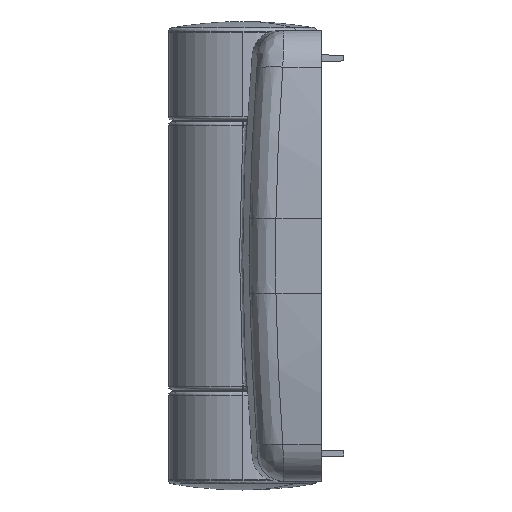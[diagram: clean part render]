
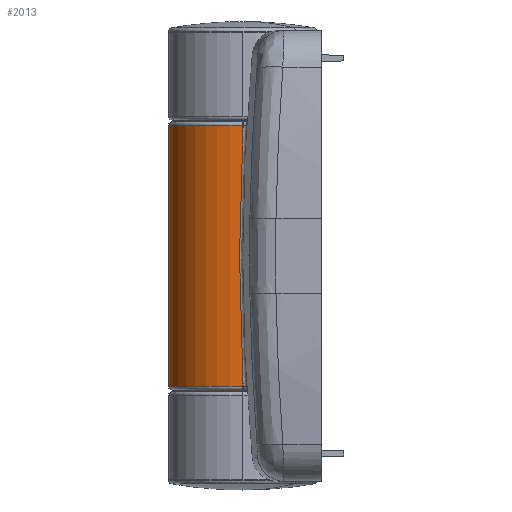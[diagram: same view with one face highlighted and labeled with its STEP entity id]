
A CAD part, left-side view. The second image highlights one B-rep face of the part: STEP entity #2013.
In plain terms, the highlighted cylindrical face has radius 10 mm (diameter 20 mm), a partial arc.
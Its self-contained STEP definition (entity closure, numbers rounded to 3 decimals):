
#2013=ADVANCED_FACE('NONE',(#4138),#4139,.T.);
#4138=FACE_OUTER_BOUND('',#10247,.T.);
#4139=CYLINDRICAL_SURFACE('',#10248,10.0);
#10247=EDGE_LOOP('',(#15972,#15973,#15974,#15975,#15976,#15977));
#10248=AXIS2_PLACEMENT_3D('',#15978,#15979,#15980);
#15972=ORIENTED_EDGE('',*,*,#19214,.T.);
#15973=ORIENTED_EDGE('',*,*,#19250,.T.);
#15974=ORIENTED_EDGE('',*,*,#19251,.T.);
#15975=ORIENTED_EDGE('',*,*,#19252,.T.);
#15976=ORIENTED_EDGE('',*,*,#19205,.F.);
#15977=ORIENTED_EDGE('',*,*,#19253,.F.);
#15978=CARTESIAN_POINT('',(0.,0.,-30.0));
#15979=DIRECTION('',(0.0,0.,-1.0));
#15980=DIRECTION('',(1.0,0.0,0.0));
#19205=EDGE_CURVE('NONE',#22608,#22616,#22617,.T.);
#19214=EDGE_CURVE('NONE',#22631,#22622,#22632,.T.);
#19250=EDGE_CURVE('NONE',#22622,#22691,#22692,.T.);
#19251=EDGE_CURVE('NONE',#22691,#22693,#22694,.T.);
#19252=EDGE_CURVE('NONE',#22693,#22616,#22695,.T.);
#19253=EDGE_CURVE('NONE',#22631,#22608,#22696,.T.);
#22608=VERTEX_POINT('NONE',#29464);
#22616=VERTEX_POINT('NONE',#29497);
#22617=CIRCLE('',#29498,10.0);
#22622=VERTEX_POINT('NONE',#29513);
#22631=VERTEX_POINT('NONE',#29535);
#22632=CIRCLE('',#29536,10.0);
#22691=VERTEX_POINT('NONE',#29626);
#22692=LINE('',#29627,#29628);
#22693=VERTEX_POINT('NONE',#29629);
#22694=B_SPLINE_CURVE_WITH_KNOTS('',3,(#29630,#29631,#29632,#29633,#29634),.UNSPECIFIED.,.F.,.F.,(4,1,4),(0.0,0.5,1.0),.UNSPECIFIED.);
#22695=LINE('',#29635,#29636);
#22696=LINE('',#29637,#29638);
#29464=CARTESIAN_POINT('',(10.0,0.,17.5));
#29497=CARTESIAN_POINT('',(-10.0,0.,17.5));
#29498=AXIS2_PLACEMENT_3D('',#33040,#33041,#33042);
#29513=CARTESIAN_POINT('',(-10.0,0.,-17.5));
#29535=CARTESIAN_POINT('',(10.0,0.,-17.5));
#29536=AXIS2_PLACEMENT_3D('',#33053,#33054,#33055);
#29626=CARTESIAN_POINT('',(-10.,0.,-17.023));
#29627=CARTESIAN_POINT('',(-10.0,0.,-30.0));
#29628=VECTOR('',#33109,1000.0);
#29629=CARTESIAN_POINT('',(-10.,0.,17.023));
#29630=CARTESIAN_POINT('',(-10.,0.,-17.023));
#29631=CARTESIAN_POINT('',(-10.0,0.307,-11.349));
#29632=CARTESIAN_POINT('',(-9.979,0.613,0.));
#29633=CARTESIAN_POINT('',(-10.0,0.307,11.349));
#29634=CARTESIAN_POINT('',(-10.,0.,17.023));
#29635=CARTESIAN_POINT('',(-10.0,0.,-30.0));
#29636=VECTOR('',#33110,1000.0);
#29637=CARTESIAN_POINT('',(10.0,0.,-30.0));
#29638=VECTOR('',#33111,1000.0);
#33040=CARTESIAN_POINT('',(0.,0.,17.5));
#33041=DIRECTION('',(0.,0.,1.0));
#33042=DIRECTION('',(-1.0,0.,0.));
#33053=CARTESIAN_POINT('',(0.,0.,-17.5));
#33054=DIRECTION('',(0.0,0.,1.0));
#33055=DIRECTION('',(1.0,0.0,0.0));
#33109=DIRECTION('',(0.,0.,1.0));
#33110=DIRECTION('',(0.,0.,1.0));
#33111=DIRECTION('',(0.,0.,1.0));
